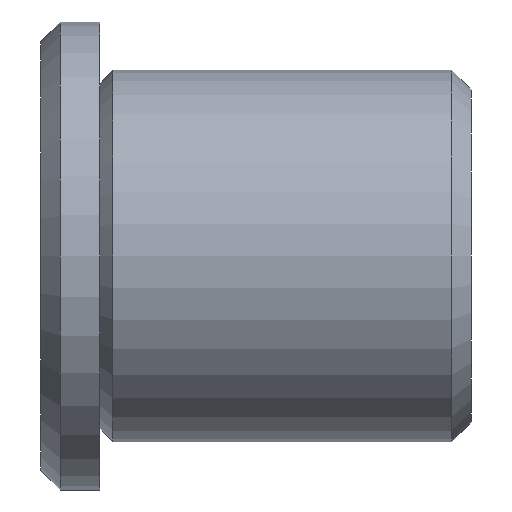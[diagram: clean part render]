
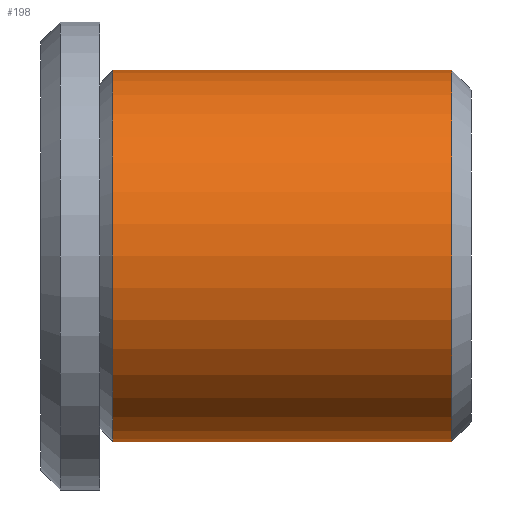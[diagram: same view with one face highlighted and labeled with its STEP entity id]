
A CAD part, left-side view. The second image highlights one B-rep face of the part: STEP entity #198.
In plain terms, the highlighted cylindrical face has radius 4.763 mm (diameter 9.525 mm), a partial arc.
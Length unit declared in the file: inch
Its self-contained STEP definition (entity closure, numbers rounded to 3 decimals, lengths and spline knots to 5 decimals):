
#18 = DIRECTION ( 'NONE',  ( 0., 1., 0. ) ) ;
#23 = CIRCLE ( 'NONE', #88, 0.1875 ) ;
#88 = AXIS2_PLACEMENT_3D ( 'NONE', #162, #18, #171 ) ;
#98 = DIRECTION ( 'NONE',  ( 0., 1., 0. ) ) ;
#124 = CARTESIAN_POINT ( 'NONE',  ( 0., -0.1975, 0.1875 ) ) ;
#126 = AXIS2_PLACEMENT_3D ( 'NONE', #403, #326, #167 ) ;
#137 = CARTESIAN_POINT ( 'NONE',  ( 0., 0.2175, 0.1875 ) ) ;
#148 = VECTOR ( 'NONE', #218, 39.37008 ) ;
#152 = CARTESIAN_POINT ( 'NONE',  ( 0., 0.1445, 0.1875 ) ) ;
#162 = CARTESIAN_POINT ( 'NONE',  ( 0., 0.1445, 0. ) ) ;
#167 = DIRECTION ( 'NONE',  ( 0., 0., 1. ) ) ;
#171 = DIRECTION ( 'NONE',  ( 0., 0., 1. ) ) ;
#174 = CARTESIAN_POINT ( 'NONE',  ( 0., -0.1975, 0. ) ) ;
#180 = ORIENTED_EDGE ( 'NONE', *, *, #222, .F. ) ;
#183 = EDGE_LOOP ( 'NONE', ( #180, #256, #475, #415 ) ) ;
#185 = CARTESIAN_POINT ( 'NONE',  ( 0., -0.1975, -0.1875 ) ) ;
#193 = EDGE_CURVE ( 'NONE', #445, #480, #23, .T. ) ;
#198 = ADVANCED_FACE ( 'NONE', ( #405 ), #365, .T. ) ;
#218 = DIRECTION ( 'NONE',  ( 0., 1., 0. ) ) ;
#221 = CARTESIAN_POINT ( 'NONE',  ( 0., 0.1445, -0.1875 ) ) ;
#222 = EDGE_CURVE ( 'NONE', #498, #445, #481, .T. ) ;
#256 = ORIENTED_EDGE ( 'NONE', *, *, #396, .T. ) ;
#264 = LINE ( 'NONE', #137, #148 ) ;
#288 = AXIS2_PLACEMENT_3D ( 'NONE', #174, #98, #332 ) ;
#302 = VERTEX_POINT ( 'NONE', #124 ) ;
#326 = DIRECTION ( 'NONE',  ( 0., 1., 0. ) ) ;
#332 = DIRECTION ( 'NONE',  ( 0., 0., 1. ) ) ;
#362 = CARTESIAN_POINT ( 'NONE',  ( 0., 0.2175, -0.1875 ) ) ;
#365 = CYLINDRICAL_SURFACE ( 'NONE', #126, 0.1875 ) ;
#371 = VECTOR ( 'NONE', #406, 39.37008 ) ;
#396 = EDGE_CURVE ( 'NONE', #498, #302, #439, .T. ) ;
#403 = CARTESIAN_POINT ( 'NONE',  ( 0., 0.2175, 0. ) ) ;
#405 = FACE_OUTER_BOUND ( 'NONE', #183, .T. ) ;
#406 = DIRECTION ( 'NONE',  ( 0., 1., 0. ) ) ;
#415 = ORIENTED_EDGE ( 'NONE', *, *, #193, .F. ) ;
#432 = EDGE_CURVE ( 'NONE', #302, #480, #264, .T. ) ;
#439 = CIRCLE ( 'NONE', #288, 0.1875 ) ;
#445 = VERTEX_POINT ( 'NONE', #221 ) ;
#475 = ORIENTED_EDGE ( 'NONE', *, *, #432, .T. ) ;
#480 = VERTEX_POINT ( 'NONE', #152 ) ;
#481 = LINE ( 'NONE', #362, #371 ) ;
#498 = VERTEX_POINT ( 'NONE', #185 ) ;
